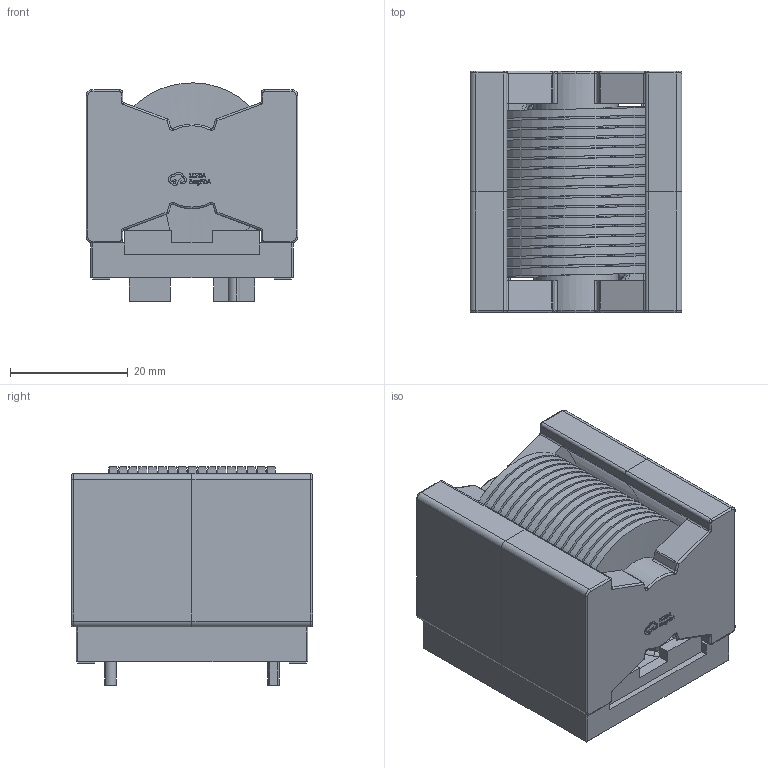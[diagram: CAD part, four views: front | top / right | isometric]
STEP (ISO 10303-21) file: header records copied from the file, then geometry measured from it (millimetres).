
FILE_DESCRIPTION (( 'STEP AP214' ), '1' );
FILE_NAME ('IND-TH_4P-L41.0-W36.0.STEP', '2025-04-20T13:59:09', ( 'l' ), ( '' ), 'SwSTEP 2.0', 'SolidWorks 2020', '' );
FILE_SCHEMA (( 'AUTOMOTIVE_DESIGN' ));
Length unit declared in the file: millimetre
Products named in the file (1): IND-TH_4P-L41.0-W36.0
Bounding box: 36 x 41.01 x 37.1 mm (x, y, z)
Volume: 35413.1 mm3; surface area: 33416.8 mm2
Topology: 5 solids, 5 shells, 636 faces, 1691 edges, 1094 vertices
Faces by surface type: plane 301, cylinder 185, bspline 100, torus 46, cone 4
Entity records: 28371 total; most frequent: CARTESIAN_POINT 6338, ORIENTED_EDGE 3382, DIRECTION 2725, EDGE_CURVE 1691, VERTEX_POINT 1094, VECTOR 1051, LINE 1051, AXIS2_PLACEMENT_3D 837
